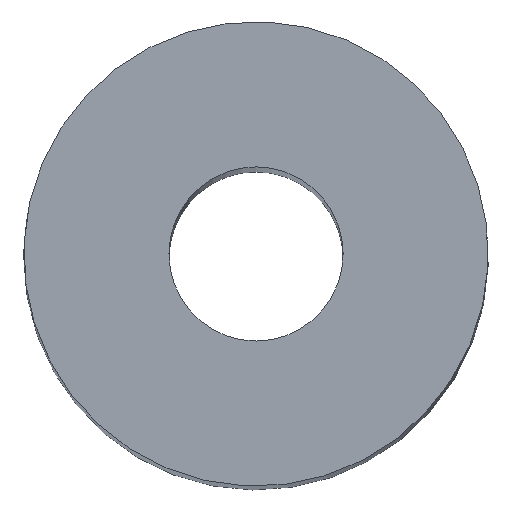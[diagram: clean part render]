
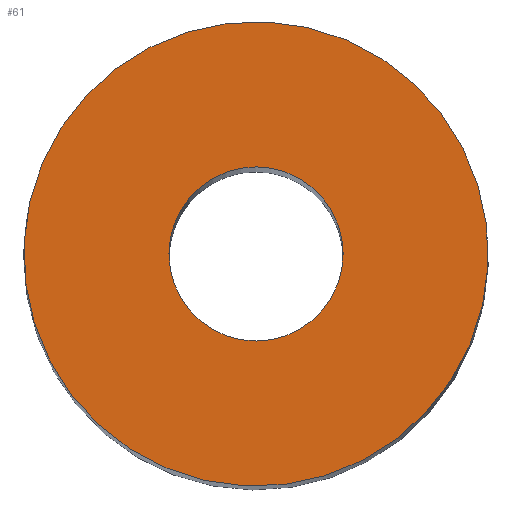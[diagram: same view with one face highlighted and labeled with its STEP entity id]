
A CAD part, top view. The second image highlights one B-rep face of the part: STEP entity #61.
In plain terms, the highlighted planar face has unit normal (0, 0, 1).
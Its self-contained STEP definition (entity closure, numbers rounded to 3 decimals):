
#61=ADVANCED_FACE('240[2]',(#128,#129),#130,.T.);
#63=EDGE_CURVE('240[2]',#132,#132,#133,.T.);
#65=EDGE_CURVE('240[2]',#135,#135,#136,.T.);
#128=FACE_BOUND('',#202,.T.);
#129=FACE_OUTER_BOUND('',#203,.T.);
#130=PLANE('',#204);
#132=VERTEX_POINT('',#207);
#133=CIRCLE('',#208,8.0);
#135=VERTEX_POINT('',#211);
#136=CIRCLE('',#212,3.0);
#202=EDGE_LOOP('',(#271));
#203=EDGE_LOOP('',(#272));
#204=AXIS2_PLACEMENT_3D('',#273,#274,#275);
#207=CARTESIAN_POINT('',(-1.,7.937,100.0));
#208=AXIS2_PLACEMENT_3D('',#276,#277,#278);
#211=CARTESIAN_POINT('',(3.0,0.0,100.0));
#212=AXIS2_PLACEMENT_3D('',#279,#280,#281);
#271=ORIENTED_EDGE('',*,*,#65,.T.);
#272=ORIENTED_EDGE('',*,*,#63,.T.);
#273=CARTESIAN_POINT('',(0.,-8.,100.0));
#274=DIRECTION('',(0.,0.,1.0));
#275=DIRECTION('',(1.0,0.,0.0));
#276=CARTESIAN_POINT('',(0.,0.,100.0));
#277=DIRECTION('',(0.,0.,1.0));
#278=DIRECTION('',(1.0,0.,0.));
#279=CARTESIAN_POINT('',(0.0,0.0,100.0));
#280=DIRECTION('',(0.,0.,-1.0));
#281=DIRECTION('',(1.0,0.,0.));
